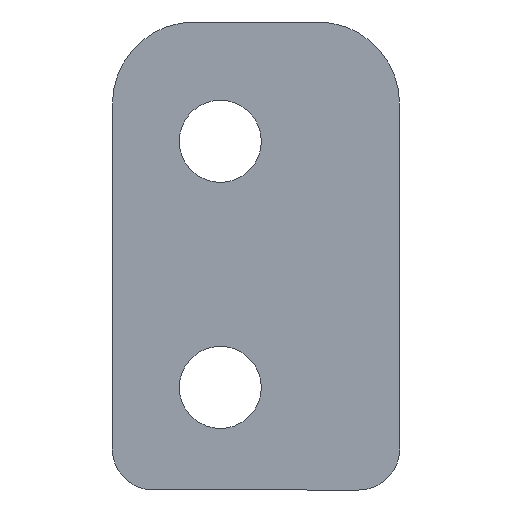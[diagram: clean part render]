
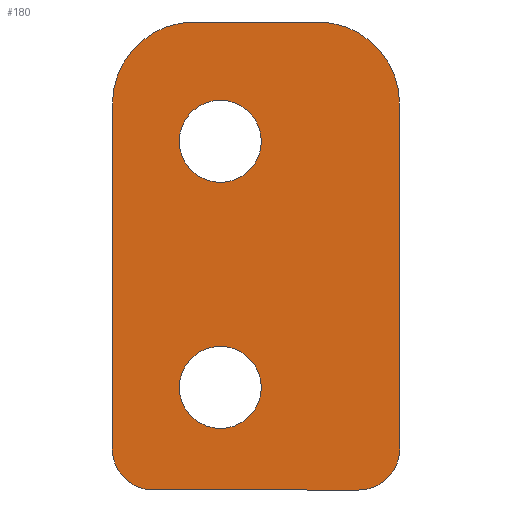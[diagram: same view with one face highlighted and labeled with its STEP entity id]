
A CAD part, left-side view. The second image highlights one B-rep face of the part: STEP entity #180.
In plain terms, the highlighted planar face has unit normal (-1, 0, 0).
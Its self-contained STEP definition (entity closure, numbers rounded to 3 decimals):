
#7 = CARTESIAN_POINT ( 'NONE',  ( -3., 0., -1. ) ) ;
#12 = CARTESIAN_POINT ( 'NONE',  ( -3., 0.63, 8.91 ) ) ;
#17 = DIRECTION ( 'NONE',  ( 0., 0., 1. ) ) ;
#23 = VERTEX_POINT ( 'NONE', #294 ) ;
#31 = VERTEX_POINT ( 'NONE', #413 ) ;
#36 = CIRCLE ( 'NONE', #367, 1. ) ;
#39 = CARTESIAN_POINT ( 'NONE',  ( -3., 1.63, -2.5 ) ) ;
#53 = DIRECTION ( 'NONE',  ( 0., 0., -1. ) ) ;
#55 = VERTEX_POINT ( 'NONE', #12 ) ;
#56 = DIRECTION ( 'NONE',  ( 0., 0., 1. ) ) ;
#59 = CARTESIAN_POINT ( 'NONE',  ( -3., 2.63, 8.91 ) ) ;
#62 = CIRCLE ( 'NONE', #336, 2. ) ;
#63 = ORIENTED_EDGE ( 'NONE', *, *, #455, .T. ) ;
#68 = VERTEX_POINT ( 'NONE', #378 ) ;
#73 = DIRECTION ( 'NONE',  ( -1., 0., 0. ) ) ;
#74 = EDGE_LOOP ( 'NONE', ( #343, #187, #251, #63, #348, #322, #134, #152 ) ) ;
#79 = VERTEX_POINT ( 'NONE', #421 ) ;
#88 = CARTESIAN_POINT ( 'NONE',  ( -3., -3.37, -2.5 ) ) ;
#92 = CARTESIAN_POINT ( 'NONE',  ( -3., 2.63, -1.5 ) ) ;
#100 = ORIENTED_EDGE ( 'NONE', *, *, #159, .T. ) ;
#110 = CIRCLE ( 'NONE', #207, 1. ) ;
#117 = DIRECTION ( 'NONE',  ( 0., 0., 1. ) ) ;
#134 = ORIENTED_EDGE ( 'NONE', *, *, #254, .F. ) ;
#137 = CARTESIAN_POINT ( 'NONE',  ( -3., -3.37, -1.5 ) ) ;
#142 = CARTESIAN_POINT ( 'NONE',  ( -3., -4.37, -2.5 ) ) ;
#145 = EDGE_CURVE ( 'NONE', #471, #31, #110, .T. ) ;
#152 = ORIENTED_EDGE ( 'NONE', *, *, #376, .T. ) ;
#158 = CARTESIAN_POINT ( 'NONE',  ( -3., 0., 6. ) ) ;
#159 = EDGE_CURVE ( 'NONE', #31, #471, #258, .T. ) ;
#162 = FACE_OUTER_BOUND ( 'NONE', #74, .T. ) ;
#163 = DIRECTION ( 'NONE',  ( 0., 0., -1. ) ) ;
#171 = PLANE ( 'NONE',  #176 ) ;
#173 = EDGE_CURVE ( 'NONE', #436, #354, #341, .T. ) ;
#176 = AXIS2_PLACEMENT_3D ( 'NONE', #211, #271, #56 ) ;
#180 = ADVANCED_FACE ( 'NONE', ( #386, #381, #162 ), #171, .T. ) ;
#187 = ORIENTED_EDGE ( 'NONE', *, *, #270, .T. ) ;
#191 = LINE ( 'NONE', #300, #407 ) ;
#197 = CARTESIAN_POINT ( 'NONE',  ( -3., 0., 6. ) ) ;
#203 = DIRECTION ( 'NONE',  ( 1., 0., 0. ) ) ;
#205 = DIRECTION ( 'NONE',  ( 0., 0., 1. ) ) ;
#207 = AXIS2_PLACEMENT_3D ( 'NONE', #158, #377, #53 ) ;
#209 = EDGE_CURVE ( 'NONE', #285, #461, #350, .T. ) ;
#211 = CARTESIAN_POINT ( 'NONE',  ( -3., 0., 0. ) ) ;
#214 = ORIENTED_EDGE ( 'NONE', *, *, #145, .T. ) ;
#234 = AXIS2_PLACEMENT_3D ( 'NONE', #453, #412, #17 ) ;
#243 = EDGE_LOOP ( 'NONE', ( #100, #214 ) ) ;
#251 = ORIENTED_EDGE ( 'NONE', *, *, #415, .F. ) ;
#254 = EDGE_CURVE ( 'NONE', #273, #68, #272, .T. ) ;
#257 = CARTESIAN_POINT ( 'NONE',  ( -3., 0., 1. ) ) ;
#258 = CIRCLE ( 'NONE', #442, 1. ) ;
#260 = CIRCLE ( 'NONE', #463, 1. ) ;
#266 = DIRECTION ( 'NONE',  ( 0., 0., -1. ) ) ;
#270 = EDGE_CURVE ( 'NONE', #436, #79, #296, .T. ) ;
#271 = DIRECTION ( 'NONE',  ( -1., 0., 0. ) ) ;
#272 = LINE ( 'NONE', #59, #393 ) ;
#273 = VERTEX_POINT ( 'NONE', #92 ) ;
#276 = ORIENTED_EDGE ( 'NONE', *, *, #209, .T. ) ;
#284 = DIRECTION ( 'NONE',  ( 0., 0., -1. ) ) ;
#285 = VERTEX_POINT ( 'NONE', #7 ) ;
#292 = CARTESIAN_POINT ( 'NONE',  ( -3., 0., 0. ) ) ;
#294 = CARTESIAN_POINT ( 'NONE',  ( -3., -2.37, 8.91 ) ) ;
#296 = CIRCLE ( 'NONE', #358, 1. ) ;
#298 = CARTESIAN_POINT ( 'NONE',  ( -3., 0.63, 6.91 ) ) ;
#300 = CARTESIAN_POINT ( 'NONE',  ( -3., -4.37, 8.91 ) ) ;
#309 = DIRECTION ( 'NONE',  ( 0., 1., 0. ) ) ;
#312 = DIRECTION ( 'NONE',  ( 0., 0., 1. ) ) ;
#321 = CARTESIAN_POINT ( 'NONE',  ( -3., 1.63, -1.5 ) ) ;
#322 = ORIENTED_EDGE ( 'NONE', *, *, #438, .T. ) ;
#332 = EDGE_CURVE ( 'NONE', #461, #285, #36, .T. ) ;
#336 = AXIS2_PLACEMENT_3D ( 'NONE', #298, #368, #117 ) ;
#337 = CARTESIAN_POINT ( 'NONE',  ( -3., 0., 7. ) ) ;
#341 = LINE ( 'NONE', #468, #382 ) ;
#343 = ORIENTED_EDGE ( 'NONE', *, *, #173, .F. ) ;
#346 = ORIENTED_EDGE ( 'NONE', *, *, #332, .T. ) ;
#348 = ORIENTED_EDGE ( 'NONE', *, *, #431, .F. ) ;
#349 = AXIS2_PLACEMENT_3D ( 'NONE', #391, #203, #163 ) ;
#350 = CIRCLE ( 'NONE', #349, 1. ) ;
#353 = CARTESIAN_POINT ( 'NONE',  ( -3., -4.37, 6.91 ) ) ;
#354 = VERTEX_POINT ( 'NONE', #39 ) ;
#358 = AXIS2_PLACEMENT_3D ( 'NONE', #137, #394, #312 ) ;
#367 = AXIS2_PLACEMENT_3D ( 'NONE', #292, #398, #443 ) ;
#368 = DIRECTION ( 'NONE',  ( -1., 0., 0. ) ) ;
#376 = EDGE_CURVE ( 'NONE', #273, #354, #260, .T. ) ;
#377 = DIRECTION ( 'NONE',  ( 1., 0., 0. ) ) ;
#378 = CARTESIAN_POINT ( 'NONE',  ( -3., 2.63, 6.91 ) ) ;
#381 = FACE_BOUND ( 'NONE', #439, .T. ) ;
#382 = VECTOR ( 'NONE', #309, 1000. ) ;
#383 = VECTOR ( 'NONE', #284, 1000. ) ;
#386 = FACE_BOUND ( 'NONE', #243, .T. ) ;
#391 = CARTESIAN_POINT ( 'NONE',  ( -3., 0., 0. ) ) ;
#393 = VECTOR ( 'NONE', #205, 1000. ) ;
#394 = DIRECTION ( 'NONE',  ( -1., 0., 0. ) ) ;
#397 = VERTEX_POINT ( 'NONE', #353 ) ;
#398 = DIRECTION ( 'NONE',  ( 1., 0., 0. ) ) ;
#404 = DIRECTION ( 'NONE',  ( 0., 0., 1. ) ) ;
#407 = VECTOR ( 'NONE', #417, 1000. ) ;
#412 = DIRECTION ( 'NONE',  ( -1., 0., 0. ) ) ;
#413 = CARTESIAN_POINT ( 'NONE',  ( -3., 0., 5. ) ) ;
#415 = EDGE_CURVE ( 'NONE', #397, #79, #474, .T. ) ;
#417 = DIRECTION ( 'NONE',  ( 0., -1., 0. ) ) ;
#421 = CARTESIAN_POINT ( 'NONE',  ( -3., -4.37, -1.5 ) ) ;
#431 = EDGE_CURVE ( 'NONE', #55, #23, #191, .T. ) ;
#436 = VERTEX_POINT ( 'NONE', #88 ) ;
#438 = EDGE_CURVE ( 'NONE', #55, #68, #62, .T. ) ;
#439 = EDGE_LOOP ( 'NONE', ( #276, #346 ) ) ;
#442 = AXIS2_PLACEMENT_3D ( 'NONE', #197, #457, #266 ) ;
#443 = DIRECTION ( 'NONE',  ( 0., 0., -1. ) ) ;
#451 = CIRCLE ( 'NONE', #234, 2. ) ;
#453 = CARTESIAN_POINT ( 'NONE',  ( -3., -2.37, 6.91 ) ) ;
#455 = EDGE_CURVE ( 'NONE', #397, #23, #451, .T. ) ;
#457 = DIRECTION ( 'NONE',  ( 1., 0., 0. ) ) ;
#461 = VERTEX_POINT ( 'NONE', #257 ) ;
#463 = AXIS2_PLACEMENT_3D ( 'NONE', #321, #73, #404 ) ;
#468 = CARTESIAN_POINT ( 'NONE',  ( -3., 2.63, -2.5 ) ) ;
#471 = VERTEX_POINT ( 'NONE', #337 ) ;
#474 = LINE ( 'NONE', #142, #383 ) ;
